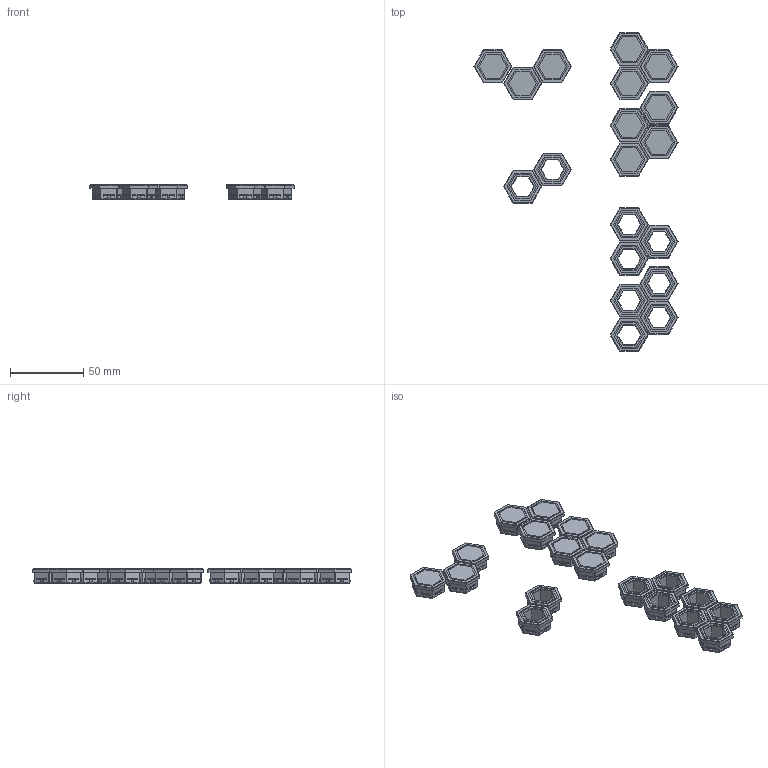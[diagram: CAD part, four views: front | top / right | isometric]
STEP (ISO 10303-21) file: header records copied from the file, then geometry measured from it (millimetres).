
FILE_DESCRIPTION(/* description */ (''),/* implementation_level */ '2;1');
FILE_NAME(/* name */ 'inserts-hollow-and-cover.step',/* time_stamp */ '2023-05-06T11:15:22+02:00',/* author */ (''),/* organization */ (''),/* preprocessor_version */ 'ST-DEVELOPER v19.2',/* originating_system */ 'Autodesk Translation Framework v12.4.0.73',/* authorisation */ '');
FILE_SCHEMA (('AUTOMOTIVE_DESIGN { 1 0 10303 214 3 1 1 }'));
Products named in the file (1): inserts-hollow-and-cover
Bounding box: 139.68 x 218.16 x 10 mm (x, y, z)
Volume: 39234.5 mm3; surface area: 41896.9 mm2
Topology: 7 solids, 7 shells, 2187 faces, 6246 edges, 4026 vertices
Faces by surface type: plane 2073, cylinder 114
Entity records: 69962 total; most frequent: ORIENTED_EDGE 12492, CARTESIAN_POINT 12460, DIRECTION 10850, EDGE_CURVE 6246, LINE 6018, VECTOR 6018, VERTEX_POINT 4026, AXIS2_PLACEMENT_3D 2416
